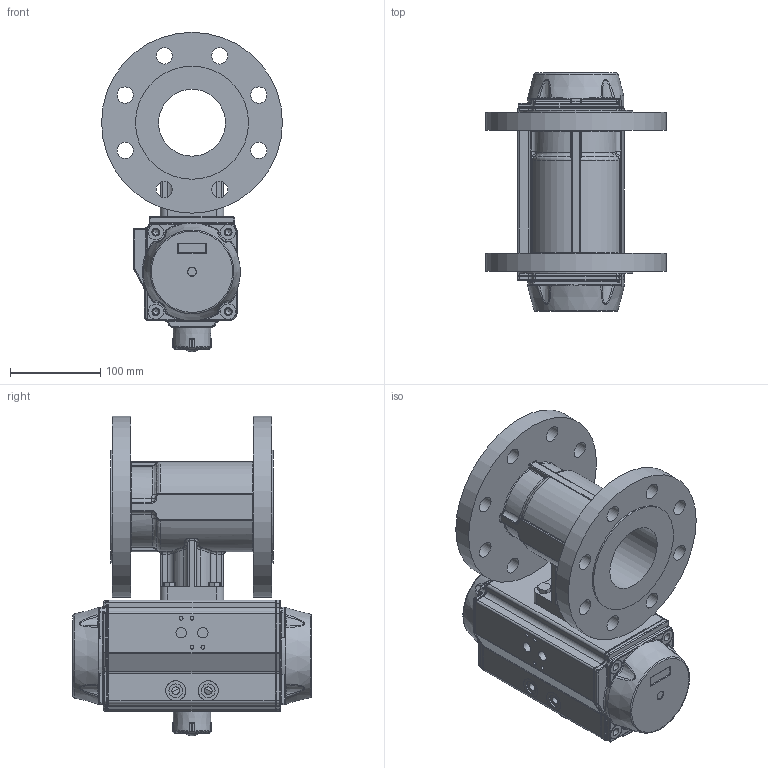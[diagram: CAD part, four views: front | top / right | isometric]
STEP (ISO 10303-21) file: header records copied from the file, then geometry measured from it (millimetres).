
FILE_DESCRIPTION(/* description */ ('Unknown'),/* implementation_level */ '2;1');
FILE_NAME(/* name */ 'PD060909-11',/* time_stamp */ '2025-02-06T11:30:35+01:00',/* author */ ('Unknown'),/* organization */ ('Unknown'),/* preprocessor_version */ 'ST-DEVELOPER v19.4',/* originating_system */ 'Solid Edge',/* authorisation */ 'Unknown');
FILE_SCHEMA (('AUTOMOTIVE_DESIGN {1 0 10303 214 3 1 1}'));
Products named in the file (13): PD060909-11; 4.150_160.080; DIN933_M8x35; PD06_PE05; VTE95____; ____; zhou95; vt95_________________MIR; vt95-2016-06-25; Optische Anzeige; ______; ________(___________; cup head nib bolts with large head gb_GB_FASTENER_BOLT_CHNBW M6X25-N
Assembly tree (19 placements, depth 4):
  PD060909-11
    4.150_160.080
    DIN933_M8x35  x4
    PD06_PE05
      VTE95____
      ____  x2
      zhou95
      vt95_________________MIR
      vt95-2016-06-25
      Optische Anzeige
        ______
        ________(___________  x4
        cup head nib bolts with large head gb_GB_FASTENER_BOLT_CHNBW M6X25-N
Bounding box: 200 x 264 x 353.31 mm (x, y, z)
Volume: 3339221.9 mm3; surface area: 651052.8 mm2
Topology: 17 solids, 17 shells, 3087 faces, 7575 edges, 4603 vertices
Faces by surface type: cylinder 863, plane 789, bspline 639, torus 517, cone 221, sphere 58
Full cylindrical faces by diameter (mm): 3 x16, 3.3 x8, 4.134 x8, 4.66 x1, 4.917 x5, 5.5 x1, 6 x1, 6.2 x1, 6.647 x14, 8 x4, 8.376 x2, 8.5 x4, 11.445 x2, 12 x2, 15 x2, 16.2 x1, 16.4 x1, 17 x4, 18 x16, 18.7 x1, 20 x5, 22 x2, 24.5 x14, 27 x1, 30.4 x1, 31.5 x1, 32.5 x1, 34.9 x1, 36.4 x1, 38.5 x1
Entity records: 96600 total; most frequent: CARTESIAN_POINT 44227, ORIENTED_EDGE 10928, DIRECTION 9295, EDGE_CURVE 5464, AXIS2_PLACEMENT_3D 3772, VERTEX_POINT 3491, FACE_BOUND 2823, EDGE_LOOP 2814
